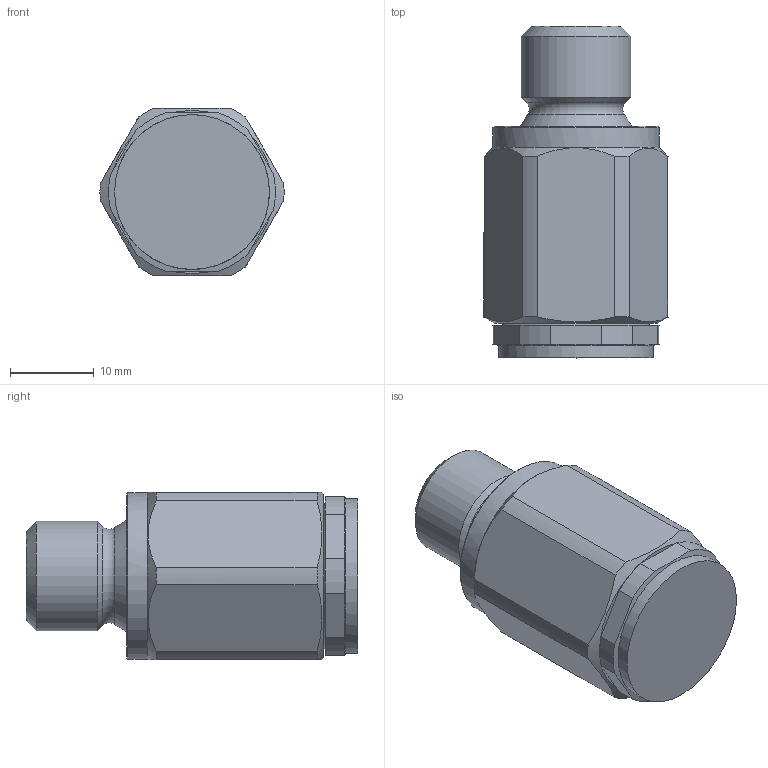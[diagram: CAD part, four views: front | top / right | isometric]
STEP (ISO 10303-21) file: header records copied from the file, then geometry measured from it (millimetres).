
FILE_DESCRIPTION(/* description */ (''),/* implementation_level */ '2;1');
FILE_NAME(/* name */ '148100404-AD.stp',/* time_stamp */ '2018-05-18T14:29:54+02:00',/* author */ ('PeOd'),/* organization */ (''),/* preprocessor_version */ 'ST-DEVELOPER v16.1',/* originating_system */ 'Autodesk Inventor 2016',/* authorisation */ '');
FILE_SCHEMA (('AUTOMOTIVE_DESIGN { 1 0 10303 214 3 1 1 }'));
Length unit declared in the file: millimetre
Products named in the file (2): 148100404_Substitute_1; 148100404
Assembly tree (1 placements, depth 2):
  148100404
    148100404_Substitute_1
Bounding box: 21.99 x 39.65 x 20 mm (x, y, z)
Volume: 10658.4 mm3; surface area: 3062.1 mm2
Topology: 1 solids, 1 shells, 41 faces, 103 edges, 67 vertices
Faces by surface type: plane 17, cylinder 15, cone 7, torus 2
Full cylindrical faces by diameter (mm): 13.1 x1, 18.5 x1, 19.9 x1
Entity records: 1211 total; most frequent: CARTESIAN_POINT 228, DIRECTION 194, ORIENTED_EDGE 172, EDGE_CURVE 86, AXIS2_PLACEMENT_3D 82, VERTEX_POINT 62, EDGE_LOOP 56, STYLED_ITEM 42
